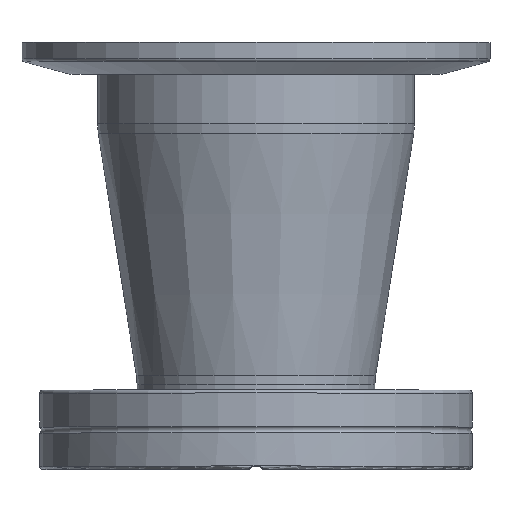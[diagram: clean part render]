
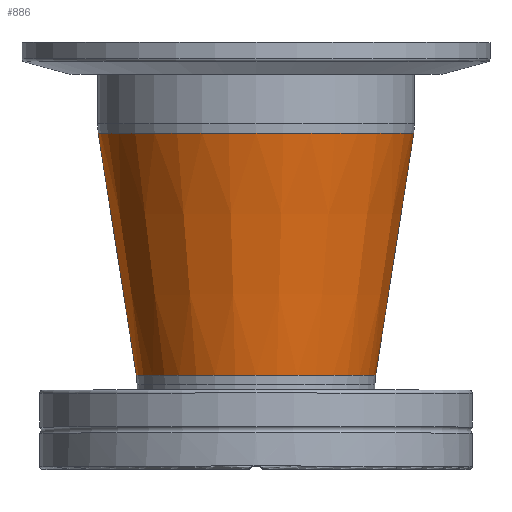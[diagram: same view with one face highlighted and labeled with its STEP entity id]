
A CAD part, top view. The second image highlights one B-rep face of the part: STEP entity #886.
In plain terms, the highlighted conical face has half-angle 8.954 degrees and reference radius 22.225 mm.
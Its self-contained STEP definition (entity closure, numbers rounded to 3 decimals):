
#104=CONICAL_SURFACE('',#1029,22.225,8.954);
#171=FACE_BOUND('',#374,.T.);
#239=FACE_OUTER_BOUND('',#373,.T.);
#373=EDGE_LOOP('',(#794));
#374=EDGE_LOOP('',(#795));
#452=CIRCLE('',#1027,19.172);
#454=CIRCLE('',#1030,25.278);
#533=VERTEX_POINT('',#1690);
#535=VERTEX_POINT('',#1695);
#622=EDGE_CURVE('',#533,#533,#452,.T.);
#624=EDGE_CURVE('',#535,#535,#454,.T.);
#794=ORIENTED_EDGE('',*,*,#624,.F.);
#795=ORIENTED_EDGE('',*,*,#622,.F.);
#886=ADVANCED_FACE('',(#239,#171),#104,.T.);
#1027=AXIS2_PLACEMENT_3D('',#1691,#1311,#1312);
#1029=AXIS2_PLACEMENT_3D('',#1694,#1315,#1316);
#1030=AXIS2_PLACEMENT_3D('',#1696,#1317,#1318);
#1311=DIRECTION('center_axis',(-1.,0.,0.));
#1312=DIRECTION('ref_axis',(0.,-1.,0.));
#1315=DIRECTION('center_axis',(1.,0.,0.));
#1316=DIRECTION('ref_axis',(0.,1.,0.));
#1317=DIRECTION('center_axis',(1.,0.,0.));
#1318=DIRECTION('ref_axis',(0.,-1.,0.));
#1690=CARTESIAN_POINT('',(-39.527,19.172,0.));
#1691=CARTESIAN_POINT('Origin',(-39.527,0.,0.));
#1694=CARTESIAN_POINT('Origin',(-20.15,0.,0.));
#1695=CARTESIAN_POINT('',(-0.773,25.278,0.));
#1696=CARTESIAN_POINT('Origin',(-0.773,0.,0.));
